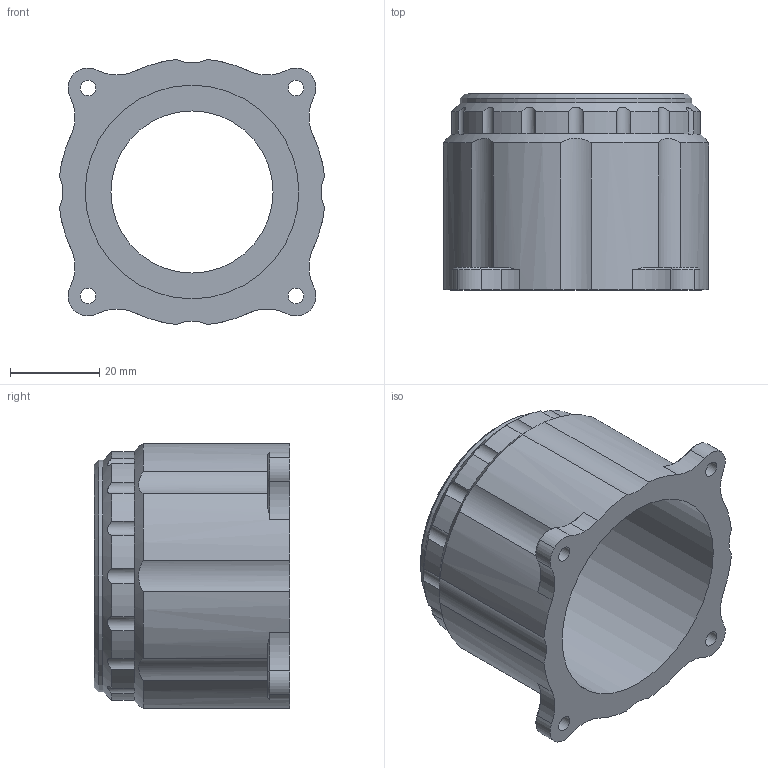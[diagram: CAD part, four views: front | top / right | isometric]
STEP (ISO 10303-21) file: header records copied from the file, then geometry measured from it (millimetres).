
FILE_DESCRIPTION(('HOOPS Exchange Step'),'2;1');
FILE_NAME('temp_export','2024-01-28T23:42:40+09:00',('mobile'),('Shapr3D Limited'),'HOOPS Exchange 2023.2','Shapr3D','Authorized');
FILE_SCHEMA( ('AUTOMOTIVE_DESIGN { 1 0 10303 214 1 1 1 1 }') );
Length unit declared in the file: millimetre
Products named in the file (1): root
Bounding box: 59.59 x 44 x 59.59 mm (x, y, z)
Volume: 42466.7 mm3; surface area: 18478.5 mm2
Topology: 1 solids, 1 shells, 122 faces, 327 edges, 208 vertices
Faces by surface type: cylinder 79, plane 23, cone 20
Full cylindrical faces by diameter (mm): 3.5 x4, 36.4 x1, 48 x1, 52 x1
Entity records: 4800 total; most frequent: CARTESIAN_POINT 1609, DIRECTION 725, ORIENTED_EDGE 654, EDGE_CURVE 327, AXIS2_PLACEMENT_3D 313, VERTEX_POINT 208, CIRCLE 190, EDGE_LOOP 133
